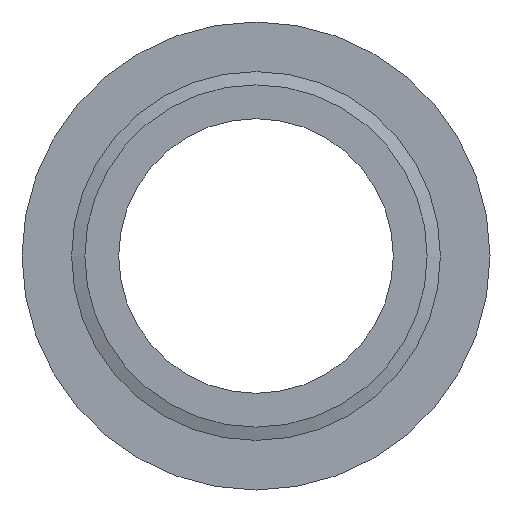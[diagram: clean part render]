
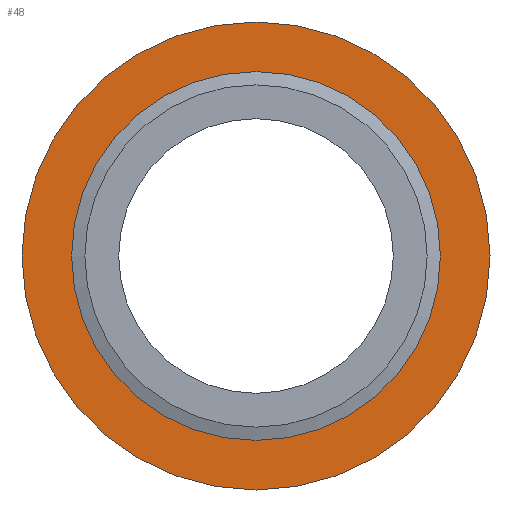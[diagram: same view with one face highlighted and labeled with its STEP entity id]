
A CAD part, left-side view. The second image highlights one B-rep face of the part: STEP entity #48.
In plain terms, the highlighted planar face has unit normal (-1, 0, 0).
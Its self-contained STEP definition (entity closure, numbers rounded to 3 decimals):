
#48 = ADVANCED_FACE( '', ( #99, #100 ), #101, .T. );
#99 = FACE_BOUND( '', #146, .T. );
#100 = FACE_OUTER_BOUND( '', #147, .T. );
#101 = PLANE( '', #148 );
#146 = EDGE_LOOP( '', ( #201 ) );
#147 = EDGE_LOOP( '', ( #202 ) );
#148 = AXIS2_PLACEMENT_3D( '', #203, #204, #205 );
#201 = ORIENTED_EDGE( '', *, *, #220, .T. );
#202 = ORIENTED_EDGE( '', *, *, #235, .F. );
#203 = CARTESIAN_POINT( '', ( -1.25, 0., -13.46 ) );
#204 = DIRECTION( '', ( -1., 0., 0. ) );
#205 = DIRECTION( '', ( 0., 0., 1. ) );
#220 = EDGE_CURVE( '', #241, #241, #242, .T. );
#235 = EDGE_CURVE( '', #264, #264, #265, .T. );
#241 = VERTEX_POINT( '', #271 );
#242 = CIRCLE( '', #272, 10.605 );
#264 = VERTEX_POINT( '', #294 );
#265 = CIRCLE( '', #295, 13.46 );
#271 = CARTESIAN_POINT( '', ( -1.25, 0., -10.605 ) );
#272 = AXIS2_PLACEMENT_3D( '', #301, #302, #303 );
#294 = CARTESIAN_POINT( '', ( -1.25, 0., -13.46 ) );
#295 = AXIS2_PLACEMENT_3D( '', #325, #326, #327 );
#301 = CARTESIAN_POINT( '', ( -1.25, 0., 0. ) );
#302 = DIRECTION( '', ( 1., 0., 0. ) );
#303 = DIRECTION( '', ( 0., 0., -1. ) );
#325 = CARTESIAN_POINT( '', ( -1.25, 0., 0. ) );
#326 = DIRECTION( '', ( 1., 0., 0. ) );
#327 = DIRECTION( '', ( 0., 0., -1. ) );
